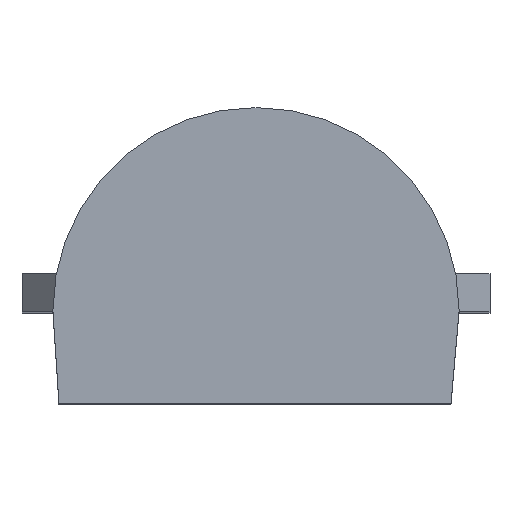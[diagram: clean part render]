
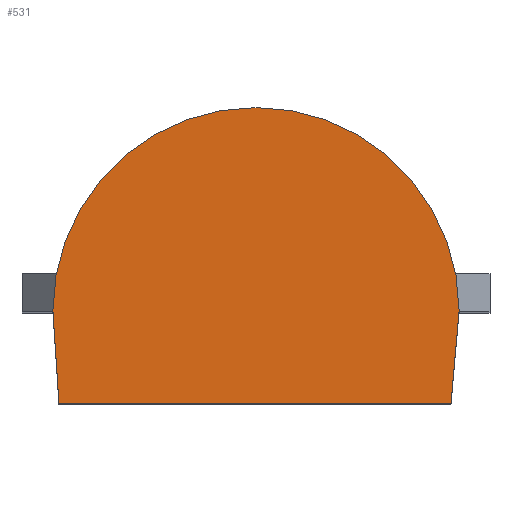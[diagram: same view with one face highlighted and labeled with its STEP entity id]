
A CAD part, top view. The second image highlights one B-rep face of the part: STEP entity #531.
In plain terms, the highlighted planar face has unit normal (0, 0, 1).
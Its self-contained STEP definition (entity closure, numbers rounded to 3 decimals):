
#26=CIRCLE('',#582,2.4);
#32=FACE_OUTER_BOUND('',#64,.T.);
#64=EDGE_LOOP('',(#368,#369,#370,#371));
#94=LINE('',#765,#164);
#97=LINE('',#771,#167);
#100=LINE('',#777,#170);
#164=VECTOR('',#620,10.);
#167=VECTOR('',#625,10.);
#170=VECTOR('',#630,10.);
#234=VERTEX_POINT('',#762);
#235=VERTEX_POINT('',#764);
#237=VERTEX_POINT('',#770);
#239=VERTEX_POINT('',#776);
#282=EDGE_CURVE('',#235,#234,#94,.T.);
#285=EDGE_CURVE('',#237,#235,#97,.T.);
#288=EDGE_CURVE('',#239,#237,#100,.T.);
#291=EDGE_CURVE('',#234,#239,#26,.T.);
#368=ORIENTED_EDGE('',*,*,#291,.T.);
#369=ORIENTED_EDGE('',*,*,#288,.T.);
#370=ORIENTED_EDGE('',*,*,#285,.T.);
#371=ORIENTED_EDGE('',*,*,#282,.T.);
#499=PLANE('',#583);
#531=ADVANCED_FACE('',(#32),#499,.T.);
#582=AXIS2_PLACEMENT_3D('',#781,#636,#637);
#583=AXIS2_PLACEMENT_3D('',#782,#638,#639);
#620=DIRECTION('',(0.087,0.996,0.));
#625=DIRECTION('',(1.,0.,0.));
#630=DIRECTION('',(0.065,-0.998,0.));
#636=DIRECTION('center_axis',(0.,0.,1.));
#637=DIRECTION('ref_axis',(1.,0.,0.));
#638=DIRECTION('center_axis',(0.,0.,1.));
#639=DIRECTION('ref_axis',(1.,0.,0.));
#762=CARTESIAN_POINT('',(2.4,0.,4.6));
#764=CARTESIAN_POINT('',(2.304,-1.1,4.6));
#765=CARTESIAN_POINT('',(2.4,0.,4.6));
#770=CARTESIAN_POINT('',(-2.328,-1.1,4.6));
#771=CARTESIAN_POINT('',(2.304,-1.1,4.6));
#776=CARTESIAN_POINT('',(-2.4,0.,4.6));
#777=CARTESIAN_POINT('',(-2.4,0.,4.6));
#781=CARTESIAN_POINT('Origin',(0.,0.,4.6));
#782=CARTESIAN_POINT('Origin',(0.,0.65,4.6));
